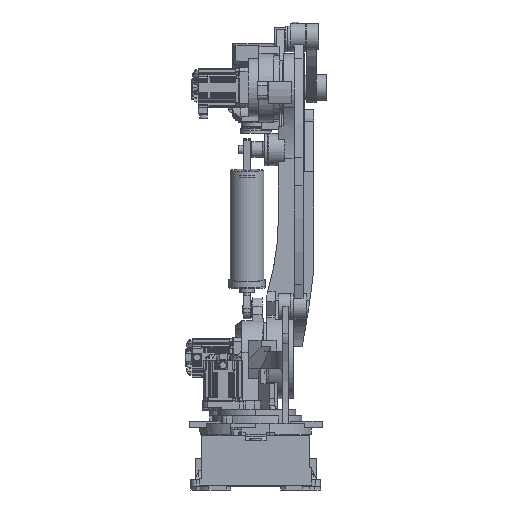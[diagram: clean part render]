
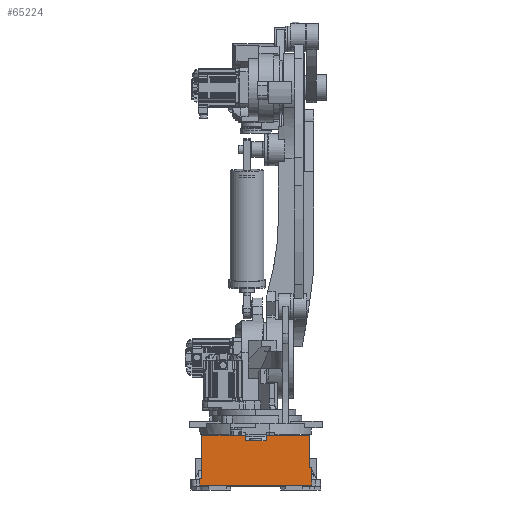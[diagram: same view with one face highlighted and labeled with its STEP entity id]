
A CAD part, left-side view. The second image highlights one B-rep face of the part: STEP entity #65224.
In plain terms, the highlighted planar face has unit normal (-1, 0, 0).
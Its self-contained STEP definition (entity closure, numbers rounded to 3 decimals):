
#456 = CARTESIAN_POINT ( 'NONE',  ( -460., 240., -250. ) ) ;
#595 = DIRECTION ( 'NONE',  ( 0., 0., 1. ) ) ;
#630 = EDGE_CURVE ( 'NONE', #70202, #5596, #56961, .T. ) ;
#637 = CARTESIAN_POINT ( 'NONE',  ( -460., 40., -260. ) ) ;
#886 = CARTESIAN_POINT ( 'NONE',  ( -460., 90., 260. ) ) ;
#2903 = VECTOR ( 'NONE', #17419, 1000. ) ;
#4297 = CARTESIAN_POINT ( 'NONE',  ( -460., 215., 48. ) ) ;
#4701 = LINE ( 'NONE', #94611, #22405 ) ;
#5596 = VERTEX_POINT ( 'NONE', #23363 ) ;
#6244 = LINE ( 'NONE', #77544, #64059 ) ;
#6966 = ORIENTED_EDGE ( 'NONE', *, *, #65954, .F. ) ;
#7428 = DIRECTION ( 'NONE',  ( 0., 0., -1. ) ) ;
#8188 = DIRECTION ( 'NONE',  ( 0., 0., 1. ) ) ;
#8243 = ORIENTED_EDGE ( 'NONE', *, *, #22836, .F. ) ;
#8840 = EDGE_CURVE ( 'NONE', #31470, #95126, #59482, .T. ) ;
#9751 = CARTESIAN_POINT ( 'NONE',  ( -460., 10., -250. ) ) ;
#11934 = AXIS2_PLACEMENT_3D ( 'NONE', #69172, #24020, #76729 ) ;
#12963 = LINE ( 'NONE', #78426, #55448 ) ;
#13355 = LINE ( 'NONE', #84894, #88768 ) ;
#14300 = VECTOR ( 'NONE', #85474, 1000. ) ;
#14336 = LINE ( 'NONE', #40934, #82651 ) ;
#15494 = VERTEX_POINT ( 'NONE', #49268 ) ;
#16135 = PLANE ( 'NONE',  #11934 ) ;
#17154 = CARTESIAN_POINT ( 'NONE',  ( -460., 240., -48. ) ) ;
#17155 = VERTEX_POINT ( 'NONE', #54874 ) ;
#17419 = DIRECTION ( 'NONE',  ( 0., 0., -1. ) ) ;
#17701 = VECTOR ( 'NONE', #8188, 1000. ) ;
#19587 = DIRECTION ( 'NONE',  ( 0., -1., 0. ) ) ;
#20112 = CARTESIAN_POINT ( 'NONE',  ( -460., 90., 260. ) ) ;
#22405 = VECTOR ( 'NONE', #19587, 1000. ) ;
#22836 = EDGE_CURVE ( 'NONE', #62390, #90928, #36689, .T. ) ;
#23161 = ORIENTED_EDGE ( 'NONE', *, *, #630, .T. ) ;
#23363 = CARTESIAN_POINT ( 'NONE',  ( -460., 215., -48. ) ) ;
#23886 = EDGE_LOOP ( 'NONE', ( #84973, #29250, #80453, #92791, #6966, #83094, #31874, #61117, #80682, #23161, #92464, #8243 ) ) ;
#24020 = DIRECTION ( 'NONE',  ( 1., 0., 0. ) ) ;
#25330 = VERTEX_POINT ( 'NONE', #81445 ) ;
#28444 = CARTESIAN_POINT ( 'NONE',  ( -460., 240., 250. ) ) ;
#29250 = ORIENTED_EDGE ( 'NONE', *, *, #65201, .F. ) ;
#31470 = VERTEX_POINT ( 'NONE', #52663 ) ;
#31874 = ORIENTED_EDGE ( 'NONE', *, *, #76825, .F. ) ;
#32930 = FACE_OUTER_BOUND ( 'NONE', #23886, .T. ) ;
#33281 = DIRECTION ( 'NONE',  ( 0., 0., -1. ) ) ;
#36689 = LINE ( 'NONE', #93037, #14300 ) ;
#38984 = VERTEX_POINT ( 'NONE', #886 ) ;
#40934 = CARTESIAN_POINT ( 'NONE',  ( -460., 40., -250. ) ) ;
#42852 = LINE ( 'NONE', #90282, #80586 ) ;
#45343 = EDGE_CURVE ( 'NONE', #5596, #90928, #6244, .T. ) ;
#49268 = CARTESIAN_POINT ( 'NONE',  ( -460., 40., -250. ) ) ;
#50481 = VECTOR ( 'NONE', #80341, 1000. ) ;
#52663 = CARTESIAN_POINT ( 'NONE',  ( -460., 240., 48. ) ) ;
#52837 = LINE ( 'NONE', #20112, #50481 ) ;
#54874 = CARTESIAN_POINT ( 'NONE',  ( -460., 40., -260. ) ) ;
#54997 = DIRECTION ( 'NONE',  ( 0., -1., 0. ) ) ;
#55448 = VECTOR ( 'NONE', #33281, 1000. ) ;
#56961 = LINE ( 'NONE', #75310, #72281 ) ;
#59482 = LINE ( 'NONE', #68173, #77136 ) ;
#60226 = CARTESIAN_POINT ( 'NONE',  ( -460., 90., 250. ) ) ;
#60831 = EDGE_CURVE ( 'NONE', #31470, #70202, #4701, .T. ) ;
#61117 = ORIENTED_EDGE ( 'NONE', *, *, #8840, .F. ) ;
#61827 = VERTEX_POINT ( 'NONE', #76670 ) ;
#62390 = VERTEX_POINT ( 'NONE', #456 ) ;
#62756 = DIRECTION ( 'NONE',  ( 0., 1., 0. ) ) ;
#64059 = VECTOR ( 'NONE', #62756, 1000. ) ;
#64860 = EDGE_CURVE ( 'NONE', #38984, #78110, #12963, .T. ) ;
#65201 = EDGE_CURVE ( 'NONE', #17155, #15494, #77757, .T. ) ;
#65224 = ADVANCED_FACE ( 'NONE', ( #32930 ), #16135, .F. ) ;
#65954 = EDGE_CURVE ( 'NONE', #38984, #61827, #52837, .T. ) ;
#67639 = DIRECTION ( 'NONE',  ( 0., 1., 0. ) ) ;
#68173 = CARTESIAN_POINT ( 'NONE',  ( -460., 240., 250. ) ) ;
#69172 = CARTESIAN_POINT ( 'NONE',  ( -460., 40., -250. ) ) ;
#69933 = EDGE_CURVE ( 'NONE', #25330, #17155, #42852, .T. ) ;
#70202 = VERTEX_POINT ( 'NONE', #4297 ) ;
#71296 = DIRECTION ( 'NONE',  ( 0., -1., 0. ) ) ;
#72281 = VECTOR ( 'NONE', #7428, 1000. ) ;
#75310 = CARTESIAN_POINT ( 'NONE',  ( -460., 215., -250. ) ) ;
#76670 = CARTESIAN_POINT ( 'NONE',  ( -460., 10., 260. ) ) ;
#76729 = DIRECTION ( 'NONE',  ( 0., 0., -1. ) ) ;
#76825 = EDGE_CURVE ( 'NONE', #95126, #78110, #13355, .T. ) ;
#77136 = VECTOR ( 'NONE', #595, 1000. ) ;
#77544 = CARTESIAN_POINT ( 'NONE',  ( -460., 40., -48. ) ) ;
#77757 = LINE ( 'NONE', #637, #17701 ) ;
#78110 = VERTEX_POINT ( 'NONE', #60226 ) ;
#78426 = CARTESIAN_POINT ( 'NONE',  ( -460., 90., 260. ) ) ;
#80341 = DIRECTION ( 'NONE',  ( 0., -1., 0. ) ) ;
#80453 = ORIENTED_EDGE ( 'NONE', *, *, #69933, .F. ) ;
#80586 = VECTOR ( 'NONE', #67639, 1000. ) ;
#80682 = ORIENTED_EDGE ( 'NONE', *, *, #60831, .T. ) ;
#81445 = CARTESIAN_POINT ( 'NONE',  ( -460., 10., -260. ) ) ;
#81575 = EDGE_CURVE ( 'NONE', #62390, #15494, #14336, .T. ) ;
#82651 = VECTOR ( 'NONE', #71296, 1000. ) ;
#83024 = LINE ( 'NONE', #9751, #2903 ) ;
#83094 = ORIENTED_EDGE ( 'NONE', *, *, #64860, .T. ) ;
#84894 = CARTESIAN_POINT ( 'NONE',  ( -460., 40., 250. ) ) ;
#84973 = ORIENTED_EDGE ( 'NONE', *, *, #81575, .T. ) ;
#85474 = DIRECTION ( 'NONE',  ( 0., 0., 1. ) ) ;
#87901 = EDGE_CURVE ( 'NONE', #61827, #25330, #83024, .T. ) ;
#88768 = VECTOR ( 'NONE', #54997, 1000. ) ;
#90282 = CARTESIAN_POINT ( 'NONE',  ( -460., 40., -260. ) ) ;
#90928 = VERTEX_POINT ( 'NONE', #17154 ) ;
#92464 = ORIENTED_EDGE ( 'NONE', *, *, #45343, .T. ) ;
#92791 = ORIENTED_EDGE ( 'NONE', *, *, #87901, .F. ) ;
#93037 = CARTESIAN_POINT ( 'NONE',  ( -460., 240., 250. ) ) ;
#94611 = CARTESIAN_POINT ( 'NONE',  ( -460., 40., 48. ) ) ;
#95126 = VERTEX_POINT ( 'NONE', #28444 ) ;
